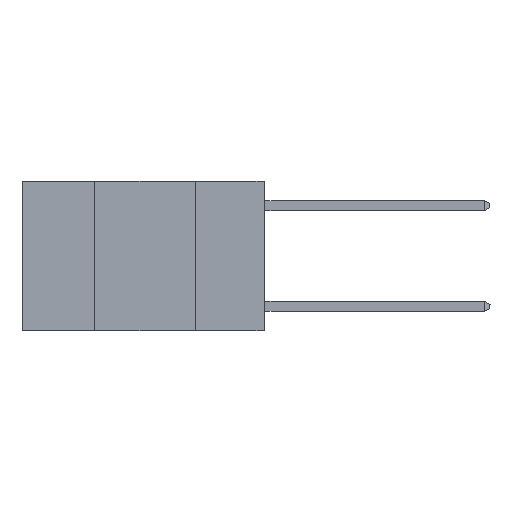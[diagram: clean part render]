
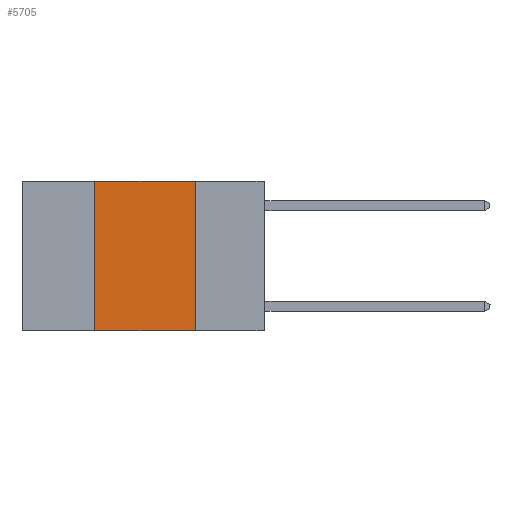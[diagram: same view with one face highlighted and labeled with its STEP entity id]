
A CAD part, left-side view. The second image highlights one B-rep face of the part: STEP entity #5705.
In plain terms, the highlighted planar face has unit normal (-1, 0, 0).
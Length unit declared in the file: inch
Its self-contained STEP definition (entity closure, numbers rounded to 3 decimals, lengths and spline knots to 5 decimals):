
#203 = FACE_OUTER_BOUND ( 'NONE', #10223, .T. ) ;
#1408 = EDGE_CURVE ( 'NONE', #12317, #17314, #11973, .T. ) ;
#2154 = CARTESIAN_POINT ( 'NONE',  ( 0., 0.6, 0. ) ) ;
#2840 = LINE ( 'NONE', #12080, #17815 ) ;
#3079 = CARTESIAN_POINT ( 'NONE',  ( 0., 0.42, 0. ) ) ;
#3246 = CARTESIAN_POINT ( 'NONE',  ( 0., 0.6, 0. ) ) ;
#3375 = CARTESIAN_POINT ( 'NONE',  ( 0., 0.17, 0. ) ) ;
#3489 = DIRECTION ( 'NONE',  ( 0., 0., 1. ) ) ;
#3643 = ORIENTED_EDGE ( 'NONE', *, *, #1408, .F. ) ;
#4090 = ORIENTED_EDGE ( 'NONE', *, *, #7621, .F. ) ;
#4682 = DIRECTION ( 'NONE',  ( 0., 0., -1. ) ) ;
#4760 = VERTEX_POINT ( 'NONE', #9529 ) ;
#5464 = VECTOR ( 'NONE', #14225, 39.37008 ) ;
#5705 = ADVANCED_FACE ( 'NONE', ( #203 ), #8952, .F. ) ;
#6089 = VECTOR ( 'NONE', #13572, 39.37008 ) ;
#6143 = CARTESIAN_POINT ( 'NONE',  ( 0., 0.17, -0.37 ) ) ;
#7621 = EDGE_CURVE ( 'NONE', #4760, #15314, #2840, .T. ) ;
#8156 = VECTOR ( 'NONE', #17032, 39.37008 ) ;
#8952 = PLANE ( 'NONE',  #17375 ) ;
#9529 = CARTESIAN_POINT ( 'NONE',  ( 0., 0.42, -0.37 ) ) ;
#9713 = LINE ( 'NONE', #15584, #5464 ) ;
#10223 = EDGE_LOOP ( 'NONE', ( #3643, #11261, #4090, #11714 ) ) ;
#11261 = ORIENTED_EDGE ( 'NONE', *, *, #14905, .F. ) ;
#11714 = ORIENTED_EDGE ( 'NONE', *, *, #13238, .T. ) ;
#11973 = LINE ( 'NONE', #17164, #8156 ) ;
#12080 = CARTESIAN_POINT ( 'NONE',  ( 0., 0.42, 0. ) ) ;
#12317 = VERTEX_POINT ( 'NONE', #3375 ) ;
#13224 = DIRECTION ( 'NONE',  ( 1., 0., 0. ) ) ;
#13238 = EDGE_CURVE ( 'NONE', #4760, #17314, #9713, .T. ) ;
#13572 = DIRECTION ( 'NONE',  ( 0., -1., 0. ) ) ;
#14225 = DIRECTION ( 'NONE',  ( 0., -1., 0. ) ) ;
#14905 = EDGE_CURVE ( 'NONE', #15314, #12317, #17279, .T. ) ;
#15314 = VERTEX_POINT ( 'NONE', #3079 ) ;
#15584 = CARTESIAN_POINT ( 'NONE',  ( 0., 0.6, -0.37 ) ) ;
#17032 = DIRECTION ( 'NONE',  ( 0., 0., -1. ) ) ;
#17164 = CARTESIAN_POINT ( 'NONE',  ( 0., 0.17, 0. ) ) ;
#17279 = LINE ( 'NONE', #2154, #6089 ) ;
#17314 = VERTEX_POINT ( 'NONE', #6143 ) ;
#17375 = AXIS2_PLACEMENT_3D ( 'NONE', #3246, #13224, #4682 ) ;
#17815 = VECTOR ( 'NONE', #3489, 39.37008 ) ;
